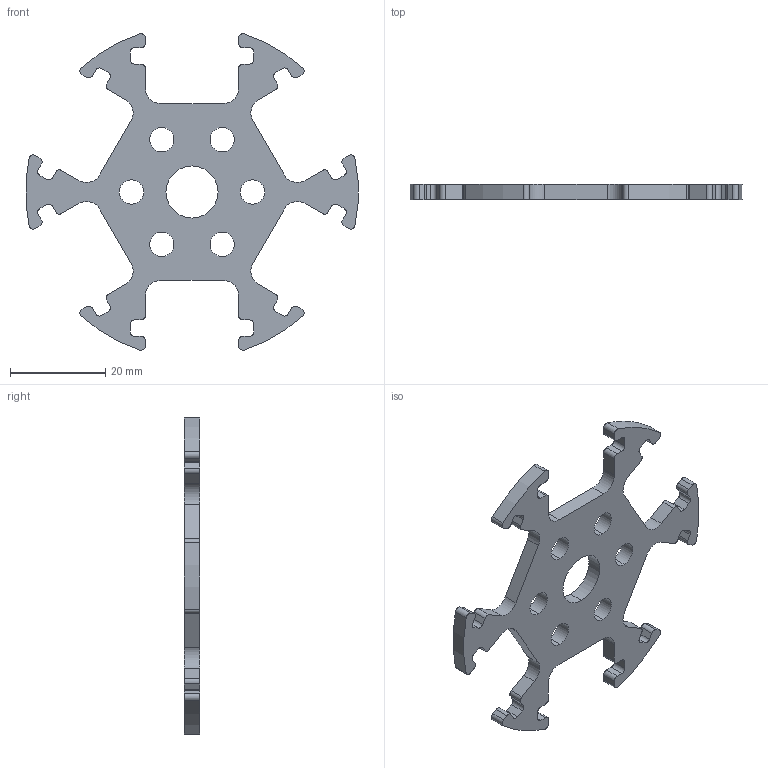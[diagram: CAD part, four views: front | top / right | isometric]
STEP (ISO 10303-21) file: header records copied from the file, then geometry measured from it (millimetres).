
FILE_DESCRIPTION (( 'STEP AP203' ), '1' );
FILE_NAME ('am-4967_inner 3IN Aluminum Omni Wheel Inner Plate.STEP', '2023-05-05T17:27:07', ( '' ), ( '' ), 'SwSTEP 2.0', 'SolidWorks 2022', '' );
FILE_SCHEMA (( 'CONFIG_CONTROL_DESIGN' ));
Length unit declared in the file: inch
Products named in the file (1): am-4967_inner 3IN Aluminum Omni Wheel Inner Plate
Bounding box: 69.69 x 3.17 x 66.42 mm (x, y, z)
Volume: 5213.8 mm3; surface area: 5063.5 mm2
Topology: 1 solids, 1 shells, 174 faces, 516 edges, 344 vertices
Faces by surface type: cylinder 106, plane 68
Entity records: 6019 total; most frequent: DIRECTION 1078, CARTESIAN_POINT 1035, ORIENTED_EDGE 1032, EDGE_CURVE 516, AXIS2_PLACEMENT_3D 387, VERTEX_POINT 344, LINE 304, VECTOR 304
